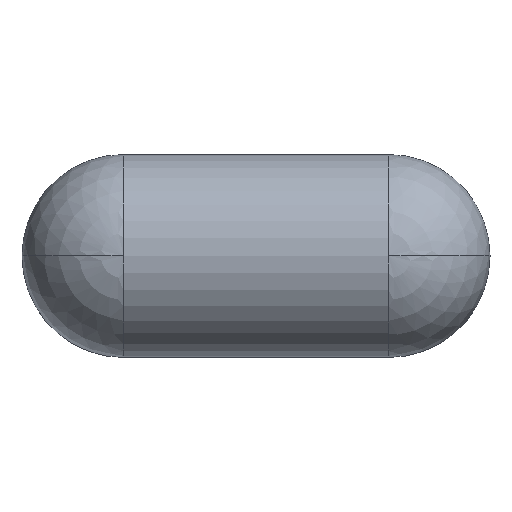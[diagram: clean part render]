
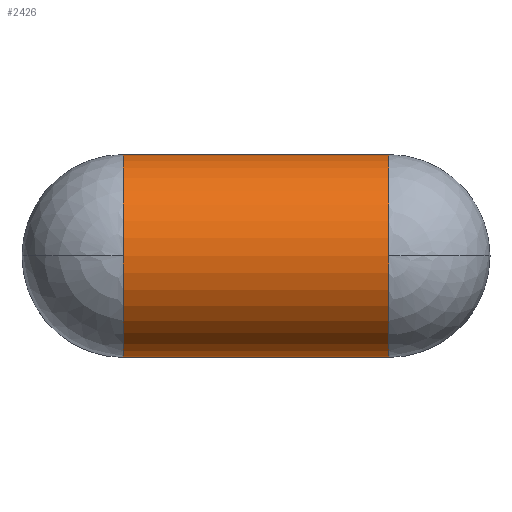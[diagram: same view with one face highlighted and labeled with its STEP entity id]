
A CAD part, top view. The second image highlights one B-rep face of the part: STEP entity #2426.
In plain terms, the highlighted cylindrical face has radius 6.5 mm (diameter 13 mm), a partial arc.
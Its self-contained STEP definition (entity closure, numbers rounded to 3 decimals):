
#2228=CARTESIAN_POINT('',(-8.5,0.,26.0));
#2229=VERTEX_POINT('',#2228);
#2239=CARTESIAN_POINT('',(-8.5,6.5,19.5));
#2240=VERTEX_POINT('',#2239);
#2241=CARTESIAN_POINT('',(-8.5,0.0,19.5));
#2242=DIRECTION('',(1.0,0.0,0.0));
#2243=DIRECTION('',(0.0,0.0,1.0));
#2244=AXIS2_PLACEMENT_3D('',#2241,#2242,#2243);
#2245=CIRCLE('',#2244,6.5);
#2246=EDGE_CURVE('',#2240,#2229,#2245,.T.);
#2298=CARTESIAN_POINT('',(8.5,0.0,26.0));
#2299=VERTEX_POINT('',#2298);
#2309=CARTESIAN_POINT('',(8.5,-6.5,19.5));
#2310=VERTEX_POINT('',#2309);
#2311=CARTESIAN_POINT('',(8.5,0.0,19.5));
#2312=DIRECTION('',(-1.0,0.0,0.0));
#2313=DIRECTION('',(0.0,0.0,1.0));
#2314=AXIS2_PLACEMENT_3D('',#2311,#2312,#2313);
#2315=CIRCLE('',#2314,6.5);
#2316=EDGE_CURVE('',#2310,#2299,#2315,.T.);
#2334=CARTESIAN_POINT('',(8.5,6.5,19.5));
#2335=VERTEX_POINT('',#2334);
#2343=CARTESIAN_POINT('',(8.5,0.0,19.5));
#2344=DIRECTION('',(-1.0,0.0,0.0));
#2345=DIRECTION('',(0.0,0.0,1.0));
#2346=AXIS2_PLACEMENT_3D('',#2343,#2344,#2345);
#2347=CIRCLE('',#2346,6.5);
#2348=EDGE_CURVE('',#2299,#2335,#2347,.T.);
#2384=CARTESIAN_POINT('',(-8.5,-6.5,19.5));
#2385=VERTEX_POINT('',#2384);
#2393=CARTESIAN_POINT('',(-8.5,0.0,19.5));
#2394=DIRECTION('',(1.0,0.0,0.0));
#2395=DIRECTION('',(0.0,0.0,1.0));
#2396=AXIS2_PLACEMENT_3D('',#2393,#2394,#2395);
#2397=CIRCLE('',#2396,6.5);
#2398=EDGE_CURVE('',#2229,#2385,#2397,.T.);
#2403=CARTESIAN_POINT('',(0.0,0.0,19.5));
#2404=DIRECTION('',(-1.0,0.0,0.0));
#2405=DIRECTION('',(0.0,-0.707,0.707));
#2406=AXIS2_PLACEMENT_3D('',#2403,#2404,#2405);
#2407=CYLINDRICAL_SURFACE('',#2406,6.5);
#2408=ORIENTED_EDGE('',*,*,#2246,.T.);
#2409=ORIENTED_EDGE('',*,*,#2398,.T.);
#2410=CARTESIAN_POINT('',(-8.5,-6.5,19.5));
#2411=DIRECTION('',(1.0,0.0,0.0));
#2412=VECTOR('',#2411,17.0);
#2413=LINE('',#2410,#2412);
#2414=EDGE_CURVE('',#2385,#2310,#2413,.T.);
#2415=ORIENTED_EDGE('',*,*,#2414,.T.);
#2416=ORIENTED_EDGE('',*,*,#2316,.T.);
#2417=ORIENTED_EDGE('',*,*,#2348,.T.);
#2418=CARTESIAN_POINT('',(8.5,6.5,19.5));
#2419=DIRECTION('',(-1.0,0.0,0.0));
#2420=VECTOR('',#2419,17.0);
#2421=LINE('',#2418,#2420);
#2422=EDGE_CURVE('',#2335,#2240,#2421,.T.);
#2423=ORIENTED_EDGE('',*,*,#2422,.T.);
#2424=EDGE_LOOP('',(#2408,#2409,#2415,#2416,#2417,#2423));
#2425=FACE_OUTER_BOUND('',#2424,.T.);
#2426=ADVANCED_FACE('',(#2425),#2407,.T.);
